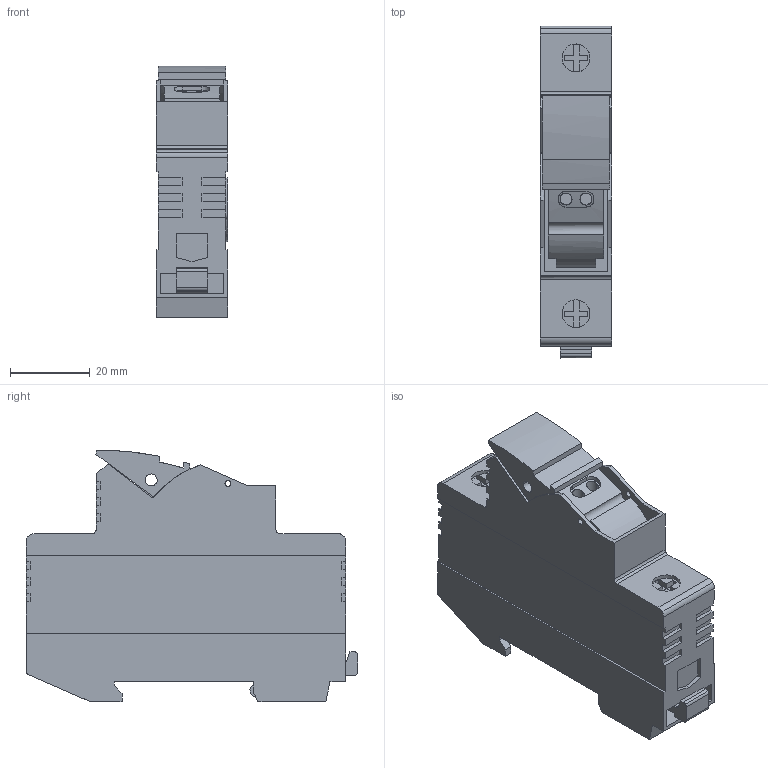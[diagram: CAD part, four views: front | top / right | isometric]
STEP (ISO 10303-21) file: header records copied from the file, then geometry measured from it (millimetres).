
FILE_DESCRIPTION(('STEP AP214'),'1');
FILE_NAME('cctmp_4BD5384B-343F-4A5C-8669-B17181D79AEE_2023_04_14_20_06_20_0233..stp','2023-04-14T18:06:20',('SIEMENS A&D'),('CADClick - www.CADClick.com'),'Spatial InterOp 3D postprocessed',' ','unknown authorization');
FILE_SCHEMA(('AUTOMOTIVE_DESIGN'));
Length unit declared in the file: millimetre
Products named in the file (1): 2023_04_14_20_06_20_0217
Bounding box: 18 x 83 x 62.82 mm (x, y, z)
Volume: 60151.2 mm3; surface area: 18272.6 mm2
Topology: 1 solids, 1 shells, 344 faces, 1037 edges, 691 vertices
Faces by surface type: plane 266, cylinder 78
Entity records: 13380 total; most frequent: CARTESIAN_POINT 2958, ORIENTED_EDGE 2074, DIRECTION 1787, EDGE_CURVE 1037, LINE 813, VECTOR 813, VERTEX_POINT 691, AXIS2_PLACEMENT_3D 487
